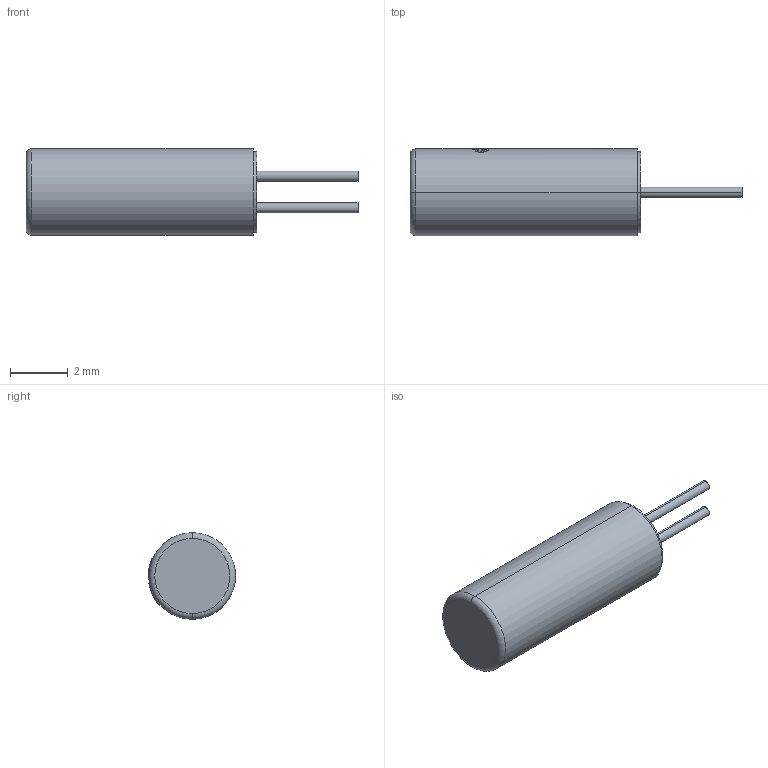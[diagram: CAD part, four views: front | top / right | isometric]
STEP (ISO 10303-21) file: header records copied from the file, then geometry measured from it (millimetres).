
FILE_DESCRIPTION (( 'STEP AP214' ), '1' );
FILE_NAME ('OSC-TH_D3.0-L8.0-P1.10.step', '2022-07-07T03:34:33', ( '' ), ( '' ), 'SwSTEP 2.0', 'SolidWorks 2020', '' );
FILE_SCHEMA (( 'AUTOMOTIVE_DESIGN' ));
Length unit declared in the file: millimetre
Products named in the file (1): OSC-TH_D3.0-L8.0-P1.10
Bounding box: 11.5 x 3.02 x 3 mm (x, y, z)
Volume: 57 mm3; surface area: 96.6 mm2
Topology: 1 solids, 1 shells, 238 faces, 640 edges, 426 vertices
Faces by surface type: bspline 121, plane 88, cylinder 27, torus 2
Entity records: 10783 total; most frequent: CARTESIAN_POINT 3177, ORIENTED_EDGE 1280, EDGE_CURVE 640, DIRECTION 601, VERTEX_POINT 426, B_SPLINE_CURVE_WITH_KNOTS 391, EDGE_LOOP 260, UNCERTAINTY_MEASURE_WITH_UNIT 241
